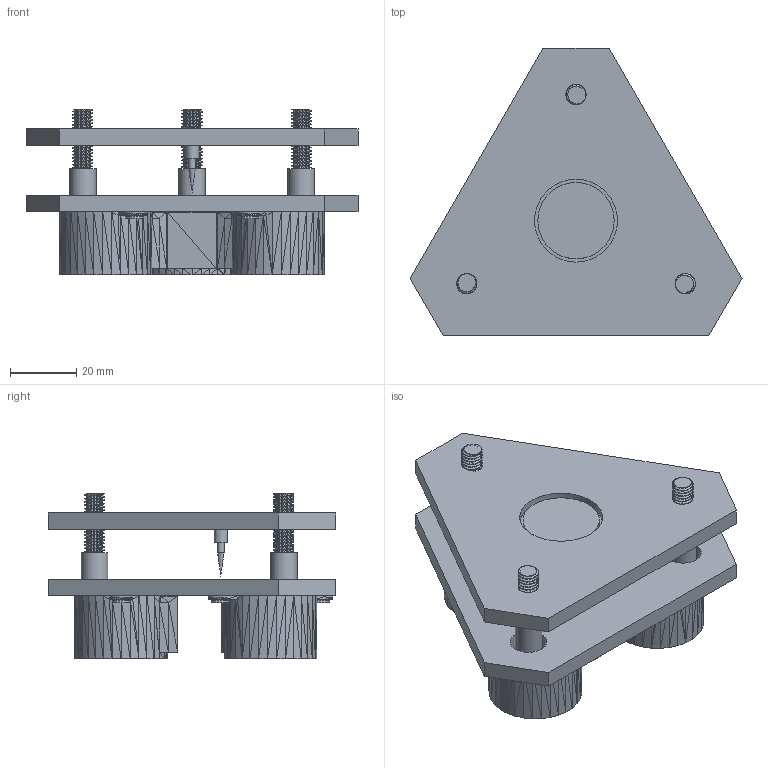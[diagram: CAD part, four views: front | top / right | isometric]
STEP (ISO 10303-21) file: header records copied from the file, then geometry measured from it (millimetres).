
FILE_DESCRIPTION(('FreeCAD Model'),'2;1');
FILE_NAME('STM.step', '2018-03-08T15:42:55',('Author'),(''), 'Open CASCADE STEP processor 6.8','FreeCAD','Unknown');
FILE_SCHEMA(('AUTOMOTIVE_DESIGN_CC2 { 1 2 10303 214 -1 1 5 4 }'));
Length unit declared in the file: millimetre
Products named in the file (21): ASSEMBLY; Needle; Stadoff; Piezo_Disc; Cut003; Cut004; Cut005; Mirror_of_StepMotor001; Mirror_of_StepMotor002; Mirror_of_StepMotor003; M3x6-Screw; M3x6-Screw001; M3x6-Screw002; M3x6-Screw003; M3x6-Screw004; M3x6-Screw005; Actuator_002; Actuator_003; Actuator_1; Bottom; Top001
Assembly tree (20 placements, depth 2):
  ASSEMBLY
    Needle
    Stadoff
    Piezo_Disc
    Cut003
    Cut004
    Cut005
    Mirror_of_StepMotor001
    Mirror_of_StepMotor002
    Mirror_of_StepMotor003
    M3x6-Screw
    M3x6-Screw001
    M3x6-Screw002
    M3x6-Screw003
    M3x6-Screw004
    M3x6-Screw005
    Actuator_002
    Actuator_003
    Actuator_1
    Bottom
    Top001
Bounding box: 100 x 86.6 x 49.99 mm (x, y, z)
Volume: 57164.2 mm3; surface area: 41467.1 mm2
Topology: 17 solids, 20 shells, 4402 faces, 7155 edges, 2765 vertices
Faces by surface type: plane 4000, bspline 336, cone 37, cylinder 23, revolution 6
Full cylindrical faces by diameter (mm): 2 x1, 3 x6, 4 x1, 5.3 x6, 8 x3, 11 x3, 20 x1, 23 x1, 25 x1
Entity records: 214361 total; most frequent: CARTESIAN_POINT 64212, DIRECTION 27400, LINE 18695, VECTOR 18695, ORIENTED_EDGE 14258, PCURVE 14258, DEFINITIONAL_REPRESENTATION 14258, EDGE_CURVE 7129
